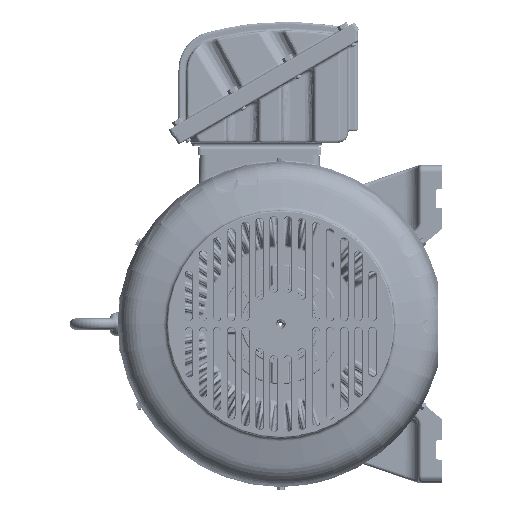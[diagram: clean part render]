
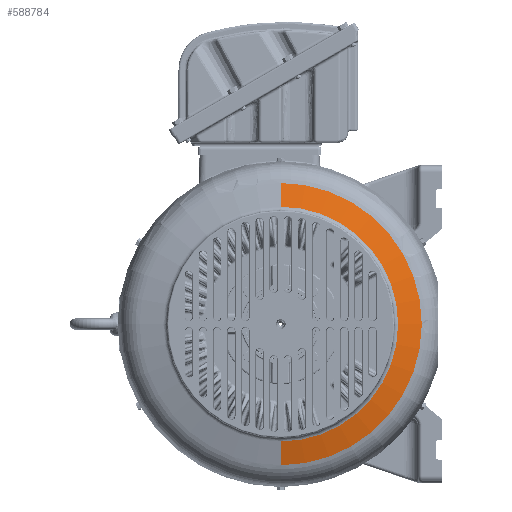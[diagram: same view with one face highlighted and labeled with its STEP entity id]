
A CAD part, left-side view. The second image highlights one B-rep face of the part: STEP entity #588784.
In plain terms, the highlighted conical face has half-angle 75 degrees and reference radius 199.772 mm.
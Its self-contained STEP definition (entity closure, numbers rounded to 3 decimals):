
#586281=CARTESIAN_POINT('Vertex',(-377.849,0.,-199.772)) ;
#586293=CARTESIAN_POINT('Vertex',(-377.849,0.,199.772)) ;
#586296=CARTESIAN_POINT('Axis2P3D Location',(-377.849,0.,0.)) ;
#588754=CARTESIAN_POINT('Axis2P3D Location',(-377.849,0.,0.)) ;
#588759=CARTESIAN_POINT('Line Origine',(129004.91,0.,483062.799)) ;
#588763=CARTESIAN_POINT('Vertex',(-386.847,0.,166.188)) ;
#588766=CARTESIAN_POINT('Axis2P3D Location',(-386.847,0.,0.)) ;
#588770=CARTESIAN_POINT('Vertex',(-386.847,0.,-166.188)) ;
#588773=CARTESIAN_POINT('Line Origine',(129004.91,0.,-483062.799)) ;
#586297=DIRECTION('Axis2P3D Direction',(-1.,0.,0.)) ;
#588755=DIRECTION('Axis2P3D Direction',(1.,0.,0.)) ;
#588756=DIRECTION('Axis2P3D XDirection',(0.,0.,1.)) ;
#588760=DIRECTION('Vector Direction',(0.259,0.,0.966)) ;
#588767=DIRECTION('Axis2P3D Direction',(1.,-0.,0.)) ;
#588774=DIRECTION('Vector Direction',(0.259,0.,-0.966)) ;
#586298=AXIS2_PLACEMENT_3D('Circle Axis2P3D',#586296,#586297,$) ;
#588757=AXIS2_PLACEMENT_3D('Cone Axis2P3D',#588754,#588755,#588756) ;
#588768=AXIS2_PLACEMENT_3D('Circle Axis2P3D',#588766,#588767,$) ;
#588779=ORIENTED_EDGE('',*,*,#588765,.F.) ;
#588780=ORIENTED_EDGE('',*,*,#588772,.F.) ;
#588781=ORIENTED_EDGE('',*,*,#588777,.T.) ;
#588782=ORIENTED_EDGE('',*,*,#586300,.T.) ;
#588761=VECTOR('Line Direction',#588760,1.) ;
#588775=VECTOR('Line Direction',#588774,1.) ;
#588784=ADVANCED_FACE('\X2\51434EF6672C9AD4\X0\',(#588783),#588758,.T.) ;
#586299=CIRCLE('generated circle',#586298,199.772) ;
#588769=CIRCLE('generated circle',#588768,166.188) ;
#588758=CONICAL_SURFACE('Cone',#588757,199.772,1.309) ;
#586300=EDGE_CURVE('',#586282,#586294,#586299,.T.) ;
#588765=EDGE_CURVE('',#588764,#586294,#588762,.T.) ;
#588772=EDGE_CURVE('',#588771,#588764,#588769,.F.) ;
#588777=EDGE_CURVE('',#588771,#586282,#588776,.T.) ;
#588778=EDGE_LOOP('',(#588779,#588780,#588781,#588782)) ;
#588783=FACE_OUTER_BOUND('',#588778,.T.) ;
#588762=LINE('Line',#588759,#588761) ;
#588776=LINE('Line',#588773,#588775) ;
#586282=VERTEX_POINT('',#586281) ;
#586294=VERTEX_POINT('',#586293) ;
#588764=VERTEX_POINT('',#588763) ;
#588771=VERTEX_POINT('',#588770) ;
